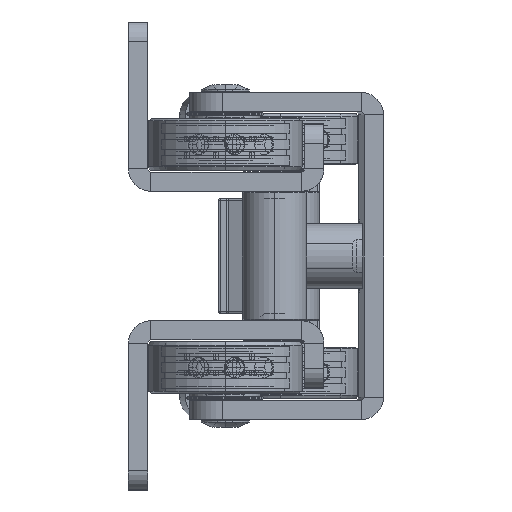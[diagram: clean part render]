
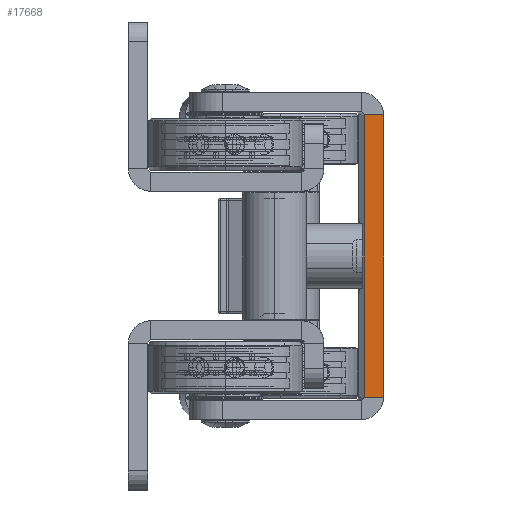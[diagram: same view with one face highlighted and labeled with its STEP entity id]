
A CAD part, left-side view. The second image highlights one B-rep face of the part: STEP entity #17668.
In plain terms, the highlighted face is planar.
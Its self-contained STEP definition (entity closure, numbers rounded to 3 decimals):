
#89 = LINE ( 'NONE', #6217, #4826 ) ;
#129 = CARTESIAN_POINT ( 'NONE',  ( 1100., 0., 22. ) ) ;
#864 = EDGE_CURVE ( 'NONE', #20519, #22266, #13148, .T. ) ;
#1173 = EDGE_CURVE ( 'NONE', #20141, #3512, #20873, .T. ) ;
#2348 = ORIENTED_EDGE ( 'NONE', *, *, #13906, .F. ) ;
#3225 = AXIS2_PLACEMENT_3D ( 'NONE', #10969, #5725, #17109 ) ;
#3512 = VERTEX_POINT ( 'NONE', #23437 ) ;
#3731 = CARTESIAN_POINT ( 'NONE',  ( 1100., 0., 58. ) ) ;
#4826 = VECTOR ( 'NONE', #21474, 1000. ) ;
#5725 = DIRECTION ( 'NONE',  ( 1., 0., 0. ) ) ;
#5793 = CARTESIAN_POINT ( 'NONE',  ( 1100., -3., -22. ) ) ;
#5957 = LINE ( 'NONE', #13577, #10952 ) ;
#6217 = CARTESIAN_POINT ( 'NONE',  ( 1100., -3., 22. ) ) ;
#9410 = DIRECTION ( 'NONE',  ( 0., 0., -1. ) ) ;
#10952 = VECTOR ( 'NONE', #17093, 1000. ) ;
#10969 = CARTESIAN_POINT ( 'NONE',  ( 1100., -3., 58. ) ) ;
#11730 = VECTOR ( 'NONE', #9410, 1000. ) ;
#12960 = PLANE ( 'NONE',  #3225 ) ;
#13148 = LINE ( 'NONE', #19182, #11730 ) ;
#13577 = CARTESIAN_POINT ( 'NONE',  ( 1100., -3., -22. ) ) ;
#13906 = EDGE_CURVE ( 'NONE', #3512, #22266, #5957, .T. ) ;
#14613 = ORIENTED_EDGE ( 'NONE', *, *, #1173, .F. ) ;
#16686 = EDGE_LOOP ( 'NONE', ( #2348, #14613, #24446, #19045 ) ) ;
#17072 = DIRECTION ( 'NONE',  ( 0., 0., -1. ) ) ;
#17093 = DIRECTION ( 'NONE',  ( 0., -1., 0. ) ) ;
#17109 = DIRECTION ( 'NONE',  ( 0., 0., -1. ) ) ;
#17668 = ADVANCED_FACE ( 'NONE', ( #22369 ), #12960, .T. ) ;
#17833 = EDGE_CURVE ( 'NONE', #20519, #20141, #89, .T. ) ;
#18946 = VECTOR ( 'NONE', #17072, 1000. ) ;
#19045 = ORIENTED_EDGE ( 'NONE', *, *, #864, .T. ) ;
#19182 = CARTESIAN_POINT ( 'NONE',  ( 1100., -3., 58. ) ) ;
#20141 = VERTEX_POINT ( 'NONE', #129 ) ;
#20519 = VERTEX_POINT ( 'NONE', #23984 ) ;
#20873 = LINE ( 'NONE', #3731, #18946 ) ;
#21474 = DIRECTION ( 'NONE',  ( 0., 1., 0. ) ) ;
#22266 = VERTEX_POINT ( 'NONE', #5793 ) ;
#22369 = FACE_OUTER_BOUND ( 'NONE', #16686, .T. ) ;
#23437 = CARTESIAN_POINT ( 'NONE',  ( 1100., 0., -22. ) ) ;
#23984 = CARTESIAN_POINT ( 'NONE',  ( 1100., -3., 22. ) ) ;
#24446 = ORIENTED_EDGE ( 'NONE', *, *, #17833, .F. ) ;
